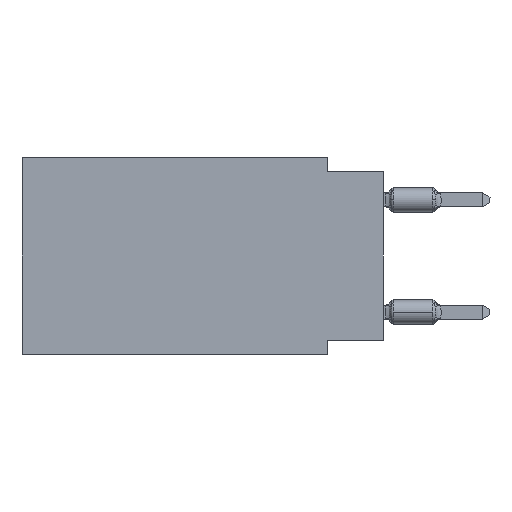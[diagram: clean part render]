
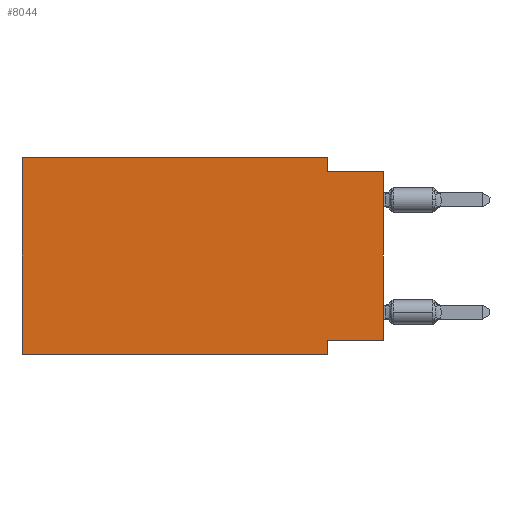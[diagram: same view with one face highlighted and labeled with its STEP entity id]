
A CAD part, left-side view. The second image highlights one B-rep face of the part: STEP entity #8044.
In plain terms, the highlighted planar face has unit normal (-1, 0, 0).
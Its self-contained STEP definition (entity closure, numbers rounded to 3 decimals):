
#1191 = VECTOR ( 'NONE', #19424, 1000. ) ;
#1764 = DIRECTION ( 'NONE',  ( 0., 1., 0. ) ) ;
#2009 = CARTESIAN_POINT ( 'NONE',  ( 0., 2.54, -8.89 ) ) ;
#2266 = VERTEX_POINT ( 'NONE', #10588 ) ;
#2670 = EDGE_CURVE ( 'NONE', #8777, #14454, #4405, .T. ) ;
#3586 = PLANE ( 'NONE',  #19553 ) ;
#3682 = VERTEX_POINT ( 'NONE', #9601 ) ;
#3684 = EDGE_CURVE ( 'NONE', #15329, #14454, #15658, .T. ) ;
#3836 = EDGE_LOOP ( 'NONE', ( #17973, #11124, #17898, #5755, #15257, #19186, #6010, #9632 ) ) ;
#3978 = EDGE_CURVE ( 'NONE', #2266, #9371, #18530, .T. ) ;
#4405 = LINE ( 'NONE', #10565, #1191 ) ;
#4435 = LINE ( 'NONE', #13573, #19506 ) ;
#4768 = LINE ( 'NONE', #6246, #15752 ) ;
#5339 = DIRECTION ( 'NONE',  ( 0., 0., 1. ) ) ;
#5736 = CARTESIAN_POINT ( 'NONE',  ( 0., 0., 0. ) ) ;
#5755 = ORIENTED_EDGE ( 'NONE', *, *, #16810, .F. ) ;
#6010 = ORIENTED_EDGE ( 'NONE', *, *, #2670, .F. ) ;
#6246 = CARTESIAN_POINT ( 'NONE',  ( 0., 0., -8.255 ) ) ;
#6488 = DIRECTION ( 'NONE',  ( 0., -1., 0. ) ) ;
#6537 = CARTESIAN_POINT ( 'NONE',  ( 0., 2.54, 0. ) ) ;
#7942 = DIRECTION ( 'NONE',  ( 0., 0., -1. ) ) ;
#8044 = ADVANCED_FACE ( 'NONE', ( #12816 ), #3586, .F. ) ;
#8344 = LINE ( 'NONE', #13187, #12613 ) ;
#8523 = LINE ( 'NONE', #5736, #12335 ) ;
#8777 = VERTEX_POINT ( 'NONE', #18929 ) ;
#8929 = CARTESIAN_POINT ( 'NONE',  ( 0., 0., -0.635 ) ) ;
#9371 = VERTEX_POINT ( 'NONE', #8929 ) ;
#9517 = VERTEX_POINT ( 'NONE', #11193 ) ;
#9601 = CARTESIAN_POINT ( 'NONE',  ( 0., 16.383, 0. ) ) ;
#9632 = ORIENTED_EDGE ( 'NONE', *, *, #15214, .F. ) ;
#10479 = CARTESIAN_POINT ( 'NONE',  ( 0., 2.54, 0. ) ) ;
#10565 = CARTESIAN_POINT ( 'NONE',  ( 0., 2.54, -8.89 ) ) ;
#10588 = CARTESIAN_POINT ( 'NONE',  ( 0., 2.54, -0.635 ) ) ;
#10801 = CARTESIAN_POINT ( 'NONE',  ( 0., 16.383, -8.89 ) ) ;
#10854 = DIRECTION ( 'NONE',  ( 0., 0., -1. ) ) ;
#11090 = VECTOR ( 'NONE', #7942, 1000. ) ;
#11124 = ORIENTED_EDGE ( 'NONE', *, *, #3978, .F. ) ;
#11193 = CARTESIAN_POINT ( 'NONE',  ( 0., 0., -8.255 ) ) ;
#11347 = VECTOR ( 'NONE', #6488, 1000. ) ;
#11993 = EDGE_CURVE ( 'NONE', #9517, #9371, #8523, .T. ) ;
#12335 = VECTOR ( 'NONE', #5339, 1000. ) ;
#12613 = VECTOR ( 'NONE', #13093, 1000. ) ;
#12696 = LINE ( 'NONE', #6537, #11090 ) ;
#12816 = FACE_OUTER_BOUND ( 'NONE', #3836, .T. ) ;
#13042 = VERTEX_POINT ( 'NONE', #10479 ) ;
#13093 = DIRECTION ( 'NONE',  ( 0., -1., 0. ) ) ;
#13187 = CARTESIAN_POINT ( 'NONE',  ( 0., 16.383, 0. ) ) ;
#13281 = DIRECTION ( 'NONE',  ( 0., 0., 1. ) ) ;
#13573 = CARTESIAN_POINT ( 'NONE',  ( 0., 16.383, 0. ) ) ;
#13913 = EDGE_CURVE ( 'NONE', #15329, #3682, #4435, .T. ) ;
#14153 = DIRECTION ( 'NONE',  ( 0., -1., 0. ) ) ;
#14454 = VERTEX_POINT ( 'NONE', #2009 ) ;
#15214 = EDGE_CURVE ( 'NONE', #9517, #8777, #4768, .T. ) ;
#15257 = ORIENTED_EDGE ( 'NONE', *, *, #13913, .F. ) ;
#15329 = VERTEX_POINT ( 'NONE', #19074 ) ;
#15467 = VECTOR ( 'NONE', #14153, 1000. ) ;
#15520 = DIRECTION ( 'NONE',  ( 1., 0., 0. ) ) ;
#15658 = LINE ( 'NONE', #10801, #15467 ) ;
#15752 = VECTOR ( 'NONE', #1764, 1000. ) ;
#16810 = EDGE_CURVE ( 'NONE', #3682, #13042, #8344, .T. ) ;
#16903 = CARTESIAN_POINT ( 'NONE',  ( 0., 16.383, 0. ) ) ;
#17024 = CARTESIAN_POINT ( 'NONE',  ( 0., 0., -0.635 ) ) ;
#17898 = ORIENTED_EDGE ( 'NONE', *, *, #19502, .F. ) ;
#17973 = ORIENTED_EDGE ( 'NONE', *, *, #11993, .T. ) ;
#18530 = LINE ( 'NONE', #17024, #11347 ) ;
#18929 = CARTESIAN_POINT ( 'NONE',  ( 0., 2.54, -8.255 ) ) ;
#19074 = CARTESIAN_POINT ( 'NONE',  ( 0., 16.383, -8.89 ) ) ;
#19186 = ORIENTED_EDGE ( 'NONE', *, *, #3684, .T. ) ;
#19424 = DIRECTION ( 'NONE',  ( 0., 0., -1. ) ) ;
#19502 = EDGE_CURVE ( 'NONE', #13042, #2266, #12696, .T. ) ;
#19506 = VECTOR ( 'NONE', #13281, 1000. ) ;
#19553 = AXIS2_PLACEMENT_3D ( 'NONE', #16903, #15520, #10854 ) ;
